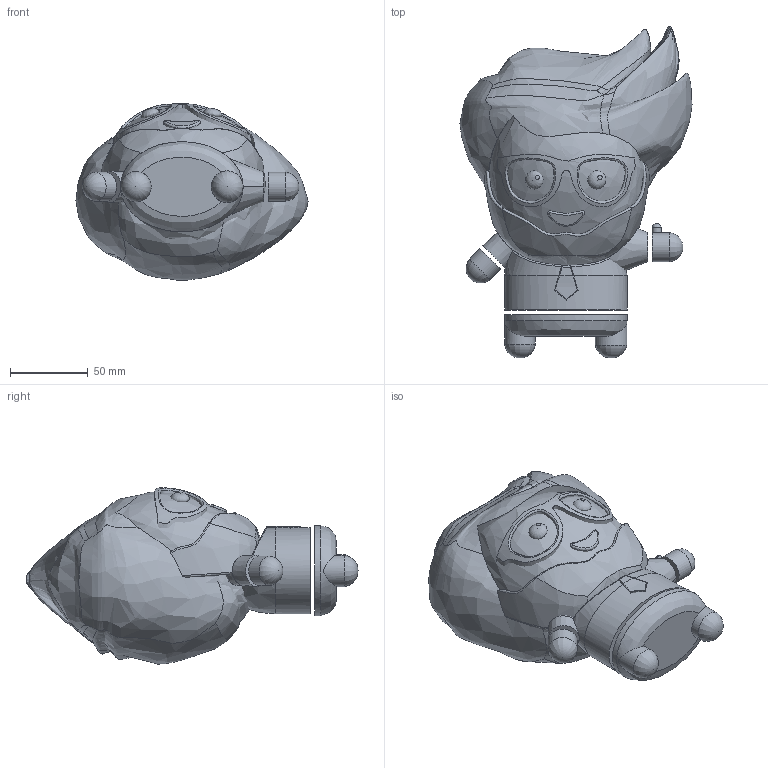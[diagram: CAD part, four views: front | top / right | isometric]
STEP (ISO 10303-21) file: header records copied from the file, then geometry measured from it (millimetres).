
FILE_DESCRIPTION(/* description */ (''),/* implementation_level */ '2;1');
FILE_NAME(/* name */ 'Desktop/ karel_bezokraje_V2.step',/* time_stamp */ '2017-06-22T09:46:15+02:00',/* author */ (''),/* organization */ (''),/* preprocessor_version */ 'ST-DEVELOPER v16.13',/* originating_system */ 'Autodesk Translation Framework v6.1.1.50',/* authorisation */ '');
FILE_SCHEMA (('AUTOMOTIVE_DESIGN { 1 0 10303 214 3 1 1 }'));
Length unit declared in the file: millimetre
Products named in the file (1):  karel_bezokraje_1 v26
Bounding box: 149.69 x 214.12 x 113.74 mm (x, y, z)
Volume: 1926799.9 mm3; surface area: 194347.4 mm2
Topology: 15 solids, 15 shells, 125 faces, 318 edges, 205 vertices
Faces by surface type: bspline 88, plane 24, cylinder 7, cone 6
Full cylindrical faces by diameter (mm): 5.934 x1, 18.621 x1, 18.714 x1, 19.559 x1, 20.423 x1
Entity records: 19202 total; most frequent: CARTESIAN_POINT 16803, ORIENTED_EDGE 586, EDGE_CURVE 292, DIRECTION 271, VERTEX_POINT 201, B_SPLINE_CURVE_WITH_KNOTS 163, EDGE_LOOP 136, FACE_OUTER_BOUND 125
